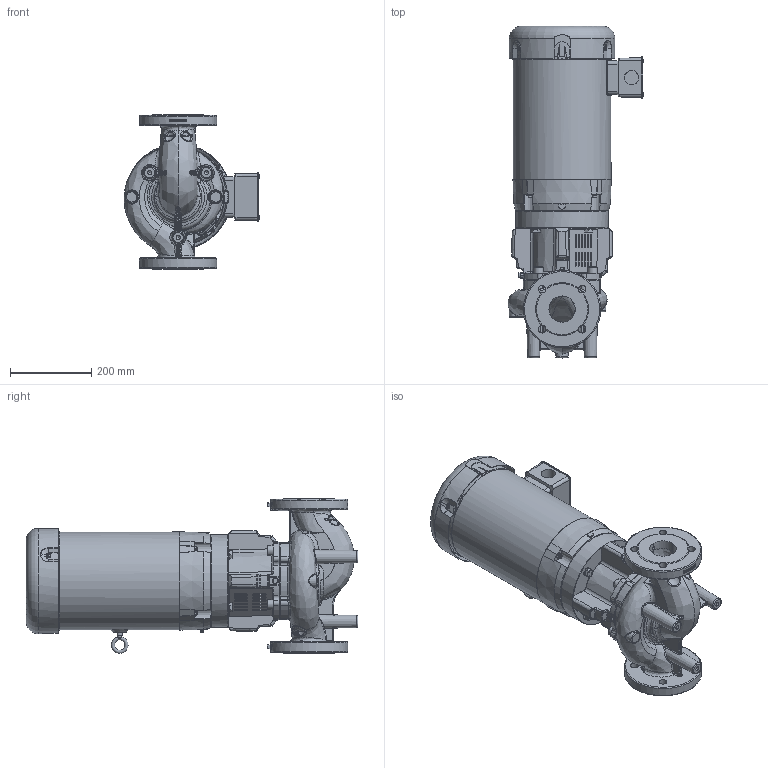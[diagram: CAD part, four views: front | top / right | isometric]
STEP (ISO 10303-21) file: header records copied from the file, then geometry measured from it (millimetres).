
FILE_DESCRIPTION(/* description */ (''),/* implementation_level */ '2;1');
FILE_NAME(/* name */ '2760768 - PUMP IL2.5-110_570-2-S1E 460V_3_60 TEFC_Shrinkwrap_1.stp',/* time_stamp */ '2022-03-23T16:41:02-05:00',/* author */ ('faliszekte'),/* organization */ (''),/* preprocessor_version */ 'ST-DEVELOPER v18.1',/* originating_system */ 'Autodesk Inventor 2021',/* authorisation */ '');
FILE_SCHEMA (('AUTOMOTIVE_DESIGN { 1 0 10303 214 3 1 1 }'));
Products named in the file (1): 2760768 - PUMP IL2.5-110_570-2-S1E 460V_3_60 TEFC_Shrinkwrap_1
Bounding box: 335.45 x 818.91 x 381.92 mm (x, y, z)
Surface area: 1341193 mm2 (no closed solid volume)
Topology: 0 solids, 31 shells, 2311 faces, 6962 edges, 4515 vertices
Faces by surface type: bspline 724, plane 691, cylinder 461, cone 282, sphere 84, torus 69
Full cylindrical faces by diameter (mm): 3.768 x1, 4.826 x1, 7.937 x4, 8 x2, 8.839 x4, 9 x2, 9.652 x1, 10.11 x3, 10.516 x3, 11.1 x2, 12.662 x1, 12.7 x64, 13.8 x2, 19.05 x8, 23.812 x4, 33 x1, 34.919 x1, 35.052 x1, 39.05 x1, 116 x1, 190.5 x2, 229 x1, 241.579 x1, 241.679 x1
Entity records: 158307 total; most frequent: CARTESIAN_POINT 100203, ORIENTED_EDGE 12288, DIRECTION 10124, EDGE_CURVE 6911, VERTEX_POINT 4515, AXIS2_PLACEMENT_3D 3877, EDGE_LOOP 2471, LINE 2370
